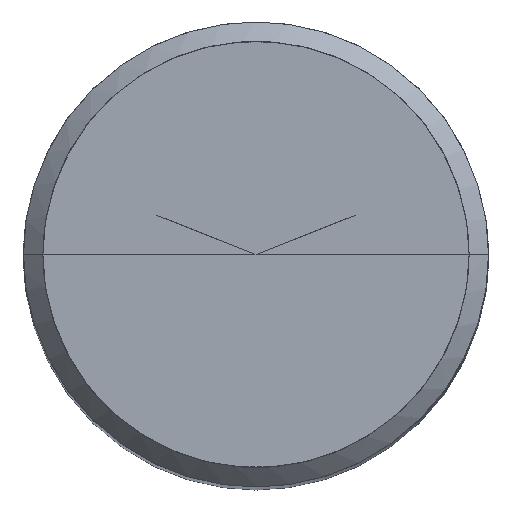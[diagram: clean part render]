
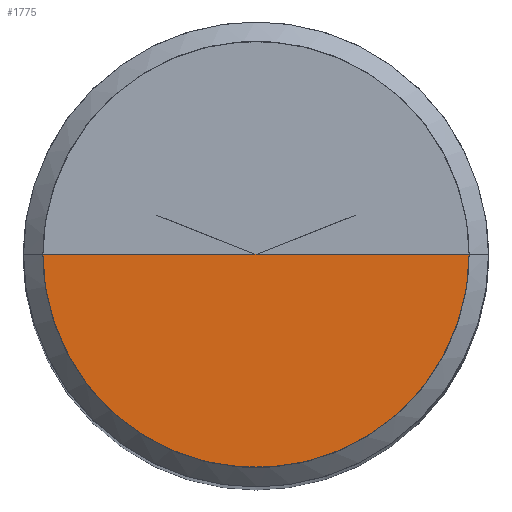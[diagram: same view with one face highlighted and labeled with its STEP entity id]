
A CAD part, top view. The second image highlights one B-rep face of the part: STEP entity #1775.
In plain terms, the highlighted free-form (B-spline) face has degree [1, 2] with [2, 5] control points.
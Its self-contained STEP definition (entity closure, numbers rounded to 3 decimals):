
#1378=CARTESIAN_POINT('',(5.5,0.0,45.0));
#1382=CARTESIAN_POINT('',(-5.5,0.0,45.0));
#1383=CARTESIAN_POINT('',(0.0,0.0,45.0));
#1396=CARTESIAN_POINT('',(-5.5,-5.5,45.0));
#1397=CARTESIAN_POINT('',(0.0,-5.5,45.0));
#1398=CARTESIAN_POINT('',(5.5,-5.5,45.0));
#1760=(
BOUNDED_SURFACE()
B_SPLINE_SURFACE(1,2,(
(#1382,#1396,#1397,#1398,#1378),
(#1383,#1383,#1383,#1383,#1383)
), .UNSPECIFIED.,.F.,.F.,.F.)
B_SPLINE_SURFACE_WITH_KNOTS((2,2),(3,2,3),(
0.0,1.0),(
0.0,0.5,1.0), .UNSPECIFIED.)
GEOMETRIC_REPRESENTATION_ITEM()
RATIONAL_B_SPLINE_SURFACE(((1.0,0.707,1.0,0.707,1.0),
(1.0,0.707,1.0,0.707,1.0)
))
REPRESENTATION_ITEM('')
SURFACE()
);
#1761=(
BOUNDED_CURVE()
B_SPLINE_CURVE(2,(#1378,#1398,#1397,#1396,#1382),.UNSPECIFIED.,.F.,.F.)
B_SPLINE_CURVE_WITH_KNOTS((3,2,3),
(0.0,0.5,1.0),.UNSPECIFIED.)
CURVE()
GEOMETRIC_REPRESENTATION_ITEM()
RATIONAL_B_SPLINE_CURVE((1.0,0.707,1.0,0.707,1.0))
REPRESENTATION_ITEM('')
);
#1762=(
BOUNDED_CURVE()
B_SPLINE_CURVE(1,(#1382,#1383),.UNSPECIFIED.,.F.,.F.)
B_SPLINE_CURVE_WITH_KNOTS((2,2),
(0.0,1.0),.UNSPECIFIED.)
CURVE()
GEOMETRIC_REPRESENTATION_ITEM()
RATIONAL_B_SPLINE_CURVE((1.0,1.0))
REPRESENTATION_ITEM('')
);
#1763=(
BOUNDED_CURVE()
B_SPLINE_CURVE(1,(#1383,#1378),.UNSPECIFIED.,.F.,.F.)
B_SPLINE_CURVE_WITH_KNOTS((2,2),
(0.0,1.0),.UNSPECIFIED.)
CURVE()
GEOMETRIC_REPRESENTATION_ITEM()
RATIONAL_B_SPLINE_CURVE((1.0,1.0))
REPRESENTATION_ITEM('')
);
#1764=VERTEX_POINT('',#1378);
#1765=VERTEX_POINT('',#1382);
#1766=VERTEX_POINT('',#1383);
#1767=EDGE_CURVE('',#1764,#1765,#1761,.T.);
#1768=EDGE_CURVE('',#1765,#1766,#1762,.T.);
#1769=EDGE_CURVE('',#1766,#1764,#1763,.T.);
#1770=ORIENTED_EDGE('',*,*,#1767,.T.);
#1771=ORIENTED_EDGE('',*,*,#1768,.T.);
#1772=ORIENTED_EDGE('',*,*,#1769,.T.);
#1773=EDGE_LOOP('',(#1770,#1771,#1772));
#1774=FACE_OUTER_BOUND('',#1773,.T.);
#1775=ADVANCED_FACE('',(#1774),#1760,.T.);
